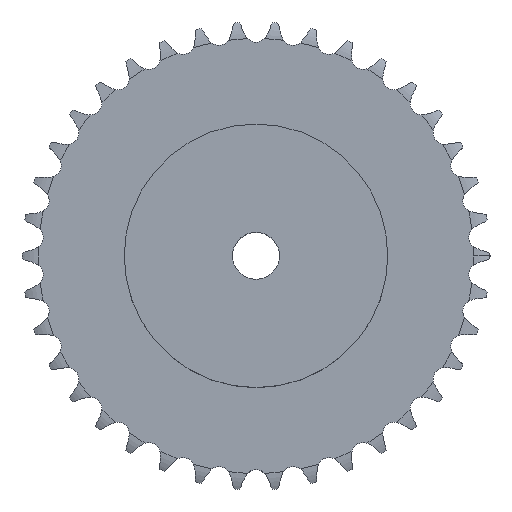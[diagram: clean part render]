
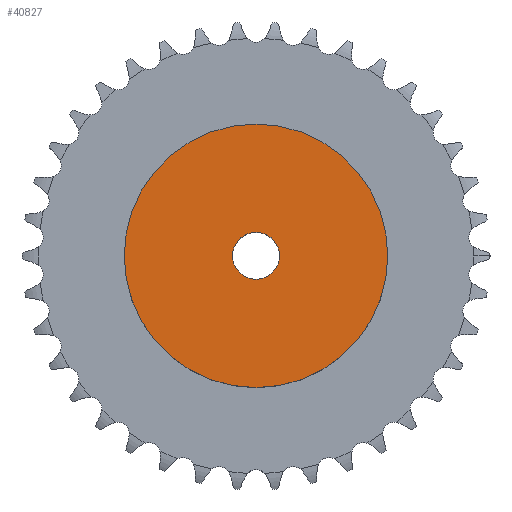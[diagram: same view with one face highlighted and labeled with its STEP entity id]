
A CAD part, top view. The second image highlights one B-rep face of the part: STEP entity #40827.
In plain terms, the highlighted planar face has unit normal (0, 0, 1).
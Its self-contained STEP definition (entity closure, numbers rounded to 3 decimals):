
#4692 = CYLINDRICAL_SURFACE('',#4693,45.);
#4693 = AXIS2_PLACEMENT_3D('',#4694,#4695,#4696);
#4694 = CARTESIAN_POINT('',(0.,0.,0.));
#4695 = DIRECTION('',(-0.,-0.,-1.));
#4696 = DIRECTION('',(1.,0.,0.));
#25492 = VERTEX_POINT('',#25493);
#25493 = CARTESIAN_POINT('',(45.,0.,35.));
#25514 = EDGE_CURVE('',#25492,#25492,#25515,.T.);
#25515 = SURFACE_CURVE('',#25516,(#25521,#25528),.PCURVE_S1.);
#25516 = CIRCLE('',#25517,45.);
#25517 = AXIS2_PLACEMENT_3D('',#25518,#25519,#25520);
#25518 = CARTESIAN_POINT('',(0.,0.,35.));
#25519 = DIRECTION('',(0.,0.,1.));
#25520 = DIRECTION('',(1.,0.,0.));
#25521 = PCURVE('',#4692,#25522);
#25522 = DEFINITIONAL_REPRESENTATION('',(#25523),#25527);
#25523 = LINE('',#25524,#25525);
#25524 = CARTESIAN_POINT('',(-0.,-35.));
#25525 = VECTOR('',#25526,1.);
#25526 = DIRECTION('',(-1.,0.));
#25527 = ( GEOMETRIC_REPRESENTATION_CONTEXT(2) 
PARAMETRIC_REPRESENTATION_CONTEXT() REPRESENTATION_CONTEXT('2D SPACE',''
  ) );
#25528 = PCURVE('',#25529,#25534);
#25529 = PLANE('',#25530);
#25530 = AXIS2_PLACEMENT_3D('',#25531,#25532,#25533);
#25531 = CARTESIAN_POINT('',(0.,0.,35.)
  );
#25532 = DIRECTION('',(0.,0.,1.));
#25533 = DIRECTION('',(1.,0.,0.));
#25534 = DEFINITIONAL_REPRESENTATION('',(#25535),#25539);
#25535 = CIRCLE('',#25536,45.);
#25536 = AXIS2_PLACEMENT_2D('',#25537,#25538);
#25537 = CARTESIAN_POINT('',(0.,0.));
#25538 = DIRECTION('',(1.,0.));
#25539 = ( GEOMETRIC_REPRESENTATION_CONTEXT(2) 
PARAMETRIC_REPRESENTATION_CONTEXT() REPRESENTATION_CONTEXT('2D SPACE',''
  ) );
#34536 = CYLINDRICAL_SURFACE('',#34537,8.);
#34537 = AXIS2_PLACEMENT_3D('',#34538,#34539,#34540);
#34538 = CARTESIAN_POINT('',(0.,0.,241.139));
#34539 = DIRECTION('',(0.,0.,1.));
#34540 = DIRECTION('',(1.,0.,0.));
#40827 = ADVANCED_FACE('',(#40828,#40831),#25529,.T.);
#40828 = FACE_BOUND('',#40829,.T.);
#40829 = EDGE_LOOP('',(#40830));
#40830 = ORIENTED_EDGE('',*,*,#25514,.T.);
#40831 = FACE_BOUND('',#40832,.T.);
#40832 = EDGE_LOOP('',(#40833));
#40833 = ORIENTED_EDGE('',*,*,#40834,.F.);
#40834 = EDGE_CURVE('',#40835,#40835,#40837,.T.);
#40835 = VERTEX_POINT('',#40836);
#40836 = CARTESIAN_POINT('',(8.,0.,35.));
#40837 = SURFACE_CURVE('',#40838,(#40843,#40850),.PCURVE_S1.);
#40838 = CIRCLE('',#40839,8.);
#40839 = AXIS2_PLACEMENT_3D('',#40840,#40841,#40842);
#40840 = CARTESIAN_POINT('',(0.,0.,35.));
#40841 = DIRECTION('',(0.,0.,1.));
#40842 = DIRECTION('',(1.,0.,0.));
#40843 = PCURVE('',#25529,#40844);
#40844 = DEFINITIONAL_REPRESENTATION('',(#40845),#40849);
#40845 = CIRCLE('',#40846,8.);
#40846 = AXIS2_PLACEMENT_2D('',#40847,#40848);
#40847 = CARTESIAN_POINT('',(0.,0.));
#40848 = DIRECTION('',(1.,0.));
#40849 = ( GEOMETRIC_REPRESENTATION_CONTEXT(2) 
PARAMETRIC_REPRESENTATION_CONTEXT() REPRESENTATION_CONTEXT('2D SPACE',''
  ) );
#40850 = PCURVE('',#34536,#40851);
#40851 = DEFINITIONAL_REPRESENTATION('',(#40852),#40856);
#40852 = LINE('',#40853,#40854);
#40853 = CARTESIAN_POINT('',(0.,-206.139));
#40854 = VECTOR('',#40855,1.);
#40855 = DIRECTION('',(1.,0.));
#40856 = ( GEOMETRIC_REPRESENTATION_CONTEXT(2) 
PARAMETRIC_REPRESENTATION_CONTEXT() REPRESENTATION_CONTEXT('2D SPACE',''
  ) );
